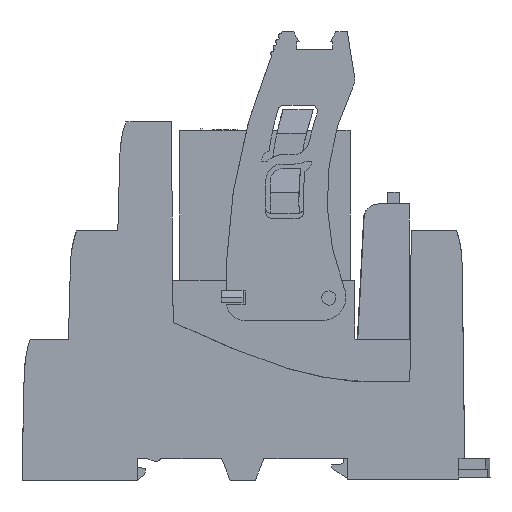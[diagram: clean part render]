
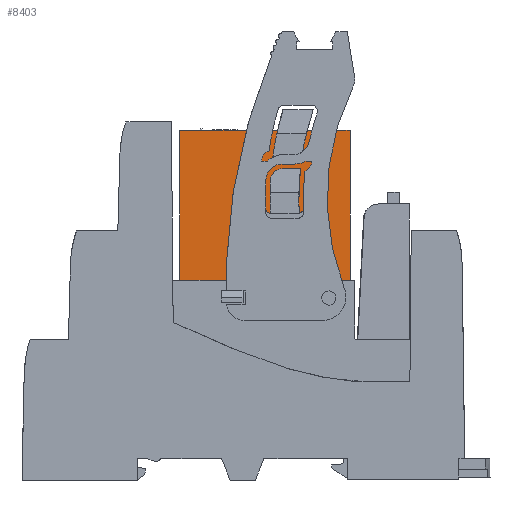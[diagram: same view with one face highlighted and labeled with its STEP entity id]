
A CAD part, left-side view. The second image highlights one B-rep face of the part: STEP entity #8403.
In plain terms, the highlighted planar face has unit normal (-1, 0, 0).
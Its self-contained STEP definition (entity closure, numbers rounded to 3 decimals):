
#8318=AXIS2_PLACEMENT_3D('Plane Axis2P3D',#8315,#8316,#8317) ;
#8322=AXIS2_PLACEMENT_3D('Circle Axis2P3D',#8320,#8321,$) ;
#8372=AXIS2_PLACEMENT_3D('Circle Axis2P3D',#8370,#8371,$) ;
#8386=AXIS2_PLACEMENT_3D('Circle Axis2P3D',#8384,#8385,$) ;
#8393=AXIS2_PLACEMENT_3D('Circle Axis2P3D',#8391,#8392,$) ;
#8088=CARTESIAN_POINT('Vertex',(1.6,37.977,34.)) ;
#8095=CARTESIAN_POINT('Vertex',(1.6,23.863,34.)) ;
#8098=CARTESIAN_POINT('Line Origine',(1.6,30.92,34.)) ;
#8118=CARTESIAN_POINT('Vertex',(1.6,38.569,34.)) ;
#8121=CARTESIAN_POINT('Line Origine',(1.6,45.716,34.)) ;
#8125=CARTESIAN_POINT('Vertex',(1.6,52.863,34.)) ;
#8297=CARTESIAN_POINT('Vertex',(1.6,23.863,59.5)) ;
#8300=CARTESIAN_POINT('Line Origine',(1.6,23.863,46.75)) ;
#8315=CARTESIAN_POINT('Axis2P3D Location',(1.6,24.251,30.4)) ;
#8320=CARTESIAN_POINT('Axis2P3D Location',(1.6,38.273,33.15)) ;
#8325=CARTESIAN_POINT('Line Origine',(1.6,27.518,59.5)) ;
#8329=CARTESIAN_POINT('Vertex',(1.6,31.173,59.5)) ;
#8332=CARTESIAN_POINT('Line Origine',(1.6,33.691,59.5)) ;
#8336=CARTESIAN_POINT('Vertex',(1.6,36.209,59.5)) ;
#8339=CARTESIAN_POINT('Line Origine',(1.6,44.536,59.5)) ;
#8343=CARTESIAN_POINT('Vertex',(1.6,52.863,59.5)) ;
#8346=CARTESIAN_POINT('Line Origine',(1.6,52.863,46.75)) ;
#8361=CARTESIAN_POINT('Line Origine',(1.6,33.856,53.)) ;
#8365=CARTESIAN_POINT('Vertex',(1.6,32.32,53.)) ;
#8367=CARTESIAN_POINT('Vertex',(1.6,35.391,53.)) ;
#8370=CARTESIAN_POINT('Axis2P3D Location',(1.6,-14.424,48.102)) ;
#8374=CARTESIAN_POINT('Vertex',(1.6,32.545,49.8)) ;
#8377=CARTESIAN_POINT('Line Origine',(1.6,34.996,49.8)) ;
#8381=CARTESIAN_POINT('Vertex',(1.6,37.448,49.8)) ;
#8384=CARTESIAN_POINT('Axis2P3D Location',(1.6,-14.424,48.102)) ;
#8388=CARTESIAN_POINT('Vertex',(1.6,37.388,51.116)) ;
#8391=CARTESIAN_POINT('Axis2P3D Location',(1.6,35.391,51.)) ;
#8099=DIRECTION('Vector Direction',(0.,1.,0.)) ;
#8122=DIRECTION('Vector Direction',(0.,1.,0.)) ;
#8301=DIRECTION('Vector Direction',(0.,0.,1.)) ;
#8316=DIRECTION('Axis2P3D Direction',(1.,0.,0.)) ;
#8317=DIRECTION('Axis2P3D XDirection',(0.,1.,0.)) ;
#8321=DIRECTION('Axis2P3D Direction',(1.,0.,0.)) ;
#8326=DIRECTION('Vector Direction',(0.,1.,0.)) ;
#8333=DIRECTION('Vector Direction',(0.,1.,0.)) ;
#8340=DIRECTION('Vector Direction',(0.,1.,0.)) ;
#8347=DIRECTION('Vector Direction',(0.,0.,-1.)) ;
#8362=DIRECTION('Vector Direction',(0.,1.,0.)) ;
#8371=DIRECTION('Axis2P3D Direction',(1.,0.,0.)) ;
#8378=DIRECTION('Vector Direction',(0.,1.,0.)) ;
#8385=DIRECTION('Axis2P3D Direction',(1.,0.,0.)) ;
#8392=DIRECTION('Axis2P3D Direction',(1.,0.,0.)) ;
#8100=VECTOR('Line Direction',#8099,1.) ;
#8123=VECTOR('Line Direction',#8122,1.) ;
#8302=VECTOR('Line Direction',#8301,1.) ;
#8327=VECTOR('Line Direction',#8326,1.) ;
#8334=VECTOR('Line Direction',#8333,1.) ;
#8341=VECTOR('Line Direction',#8340,1.) ;
#8348=VECTOR('Line Direction',#8347,1.) ;
#8363=VECTOR('Line Direction',#8362,1.) ;
#8379=VECTOR('Line Direction',#8378,1.) ;
#8352=ORIENTED_EDGE('',*,*,#8324,.T.) ;
#8353=ORIENTED_EDGE('',*,*,#8102,.F.) ;
#8354=ORIENTED_EDGE('',*,*,#8304,.F.) ;
#8355=ORIENTED_EDGE('',*,*,#8331,.F.) ;
#8356=ORIENTED_EDGE('',*,*,#8338,.F.) ;
#8357=ORIENTED_EDGE('',*,*,#8345,.F.) ;
#8358=ORIENTED_EDGE('',*,*,#8350,.F.) ;
#8359=ORIENTED_EDGE('',*,*,#8127,.F.) ;
#8397=ORIENTED_EDGE('',*,*,#8369,.F.) ;
#8398=ORIENTED_EDGE('',*,*,#8376,.F.) ;
#8399=ORIENTED_EDGE('',*,*,#8383,.T.) ;
#8400=ORIENTED_EDGE('',*,*,#8390,.T.) ;
#8401=ORIENTED_EDGE('',*,*,#8395,.T.) ;
#8402=FACE_BOUND('',#8396,.T.) ;
#8403=ADVANCED_FACE('KIT',(#8360,#8402),#8319,.F.) ;
#8323=CIRCLE('generated circle',#8322,0.9) ;
#8373=CIRCLE('generated circle',#8372,47.) ;
#8387=CIRCLE('generated circle',#8386,51.9) ;
#8394=CIRCLE('generated circle',#8393,2.) ;
#8102=EDGE_CURVE('',#8096,#8089,#8101,.T.) ;
#8127=EDGE_CURVE('',#8119,#8126,#8124,.T.) ;
#8304=EDGE_CURVE('',#8298,#8096,#8303,.F.) ;
#8324=EDGE_CURVE('',#8119,#8089,#8323,.T.) ;
#8331=EDGE_CURVE('',#8330,#8298,#8328,.F.) ;
#8338=EDGE_CURVE('',#8337,#8330,#8335,.F.) ;
#8345=EDGE_CURVE('',#8344,#8337,#8342,.F.) ;
#8350=EDGE_CURVE('',#8126,#8344,#8349,.F.) ;
#8369=EDGE_CURVE('',#8366,#8368,#8364,.T.) ;
#8376=EDGE_CURVE('',#8375,#8366,#8373,.T.) ;
#8383=EDGE_CURVE('',#8375,#8382,#8380,.T.) ;
#8390=EDGE_CURVE('',#8382,#8389,#8387,.T.) ;
#8395=EDGE_CURVE('',#8389,#8368,#8394,.T.) ;
#8351=EDGE_LOOP('',(#8352,#8353,#8354,#8355,#8356,#8357,#8358,#8359)) ;
#8396=EDGE_LOOP('',(#8397,#8398,#8399,#8400,#8401)) ;
#8360=FACE_OUTER_BOUND('',#8351,.T.) ;
#8101=LINE('Line',#8098,#8100) ;
#8124=LINE('Line',#8121,#8123) ;
#8303=LINE('Line',#8300,#8302) ;
#8328=LINE('Line',#8325,#8327) ;
#8335=LINE('Line',#8332,#8334) ;
#8342=LINE('Line',#8339,#8341) ;
#8349=LINE('Line',#8346,#8348) ;
#8364=LINE('Line',#8361,#8363) ;
#8380=LINE('Line',#8377,#8379) ;
#8319=PLANE('',#8318) ;
#8089=VERTEX_POINT('',#8088) ;
#8096=VERTEX_POINT('',#8095) ;
#8119=VERTEX_POINT('',#8118) ;
#8126=VERTEX_POINT('',#8125) ;
#8298=VERTEX_POINT('',#8297) ;
#8330=VERTEX_POINT('',#8329) ;
#8337=VERTEX_POINT('',#8336) ;
#8344=VERTEX_POINT('',#8343) ;
#8366=VERTEX_POINT('',#8365) ;
#8368=VERTEX_POINT('',#8367) ;
#8375=VERTEX_POINT('',#8374) ;
#8382=VERTEX_POINT('',#8381) ;
#8389=VERTEX_POINT('',#8388) ;
